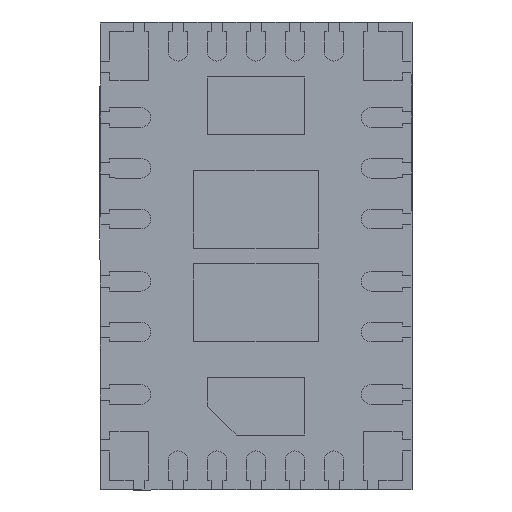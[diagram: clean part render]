
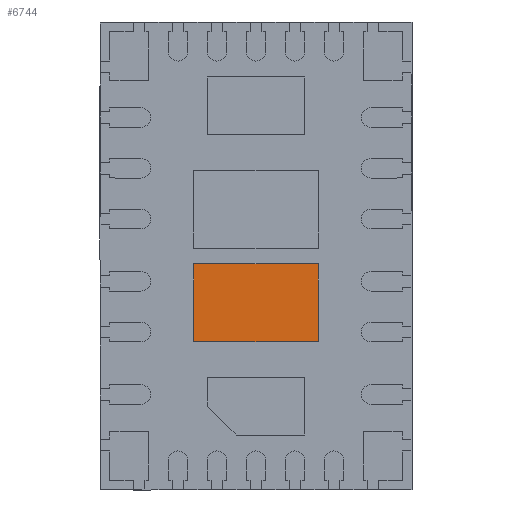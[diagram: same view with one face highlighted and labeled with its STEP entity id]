
A CAD part, front view. The second image highlights one B-rep face of the part: STEP entity #6744.
In plain terms, the highlighted planar face has unit normal (0, -1, 0).
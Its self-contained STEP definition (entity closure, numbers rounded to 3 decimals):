
#675 = VECTOR ( 'NONE', #6167, 1000. ) ;
#1159 = EDGE_CURVE ( 'NONE', #11636, #3129, #13594, .T. ) ;
#1900 = CARTESIAN_POINT ( 'NONE',  ( 0.8, 0., -1.1 ) ) ;
#2340 = LINE ( 'NONE', #11274, #2704 ) ;
#2436 = LINE ( 'NONE', #12766, #675 ) ;
#2704 = VECTOR ( 'NONE', #10229, 1000. ) ;
#3087 = DIRECTION ( 'NONE',  ( 0., 0., -1. ) ) ;
#3103 = CARTESIAN_POINT ( 'NONE',  ( -0.8, 0., -1.1 ) ) ;
#3129 = VERTEX_POINT ( 'NONE', #14863 ) ;
#3176 = FACE_OUTER_BOUND ( 'NONE', #4184, .T. ) ;
#3720 = ORIENTED_EDGE ( 'NONE', *, *, #6270, .F. ) ;
#3734 = EDGE_CURVE ( 'NONE', #13494, #10185, #2436, .T. ) ;
#4184 = EDGE_LOOP ( 'NONE', ( #3720, #11670, #13200, #12657 ) ) ;
#4303 = PLANE ( 'NONE',  #16983 ) ;
#6167 = DIRECTION ( 'NONE',  ( 1., 0., 0. ) ) ;
#6270 = EDGE_CURVE ( 'NONE', #10185, #11636, #14600, .T. ) ;
#6744 = ADVANCED_FACE ( 'NONE', ( #3176 ), #4303, .T. ) ;
#8110 = DIRECTION ( 'NONE',  ( 0., 0., -1. ) ) ;
#8413 = DIRECTION ( 'NONE',  ( -1., 0., 0. ) ) ;
#8706 = CARTESIAN_POINT ( 'NONE',  ( -0.8, 0., -0.1 ) ) ;
#10185 = VERTEX_POINT ( 'NONE', #14654 ) ;
#10229 = DIRECTION ( 'NONE',  ( 0., 0., 1. ) ) ;
#10246 = VECTOR ( 'NONE', #8413, 1000. ) ;
#10439 = VECTOR ( 'NONE', #8110, 1000. ) ;
#11274 = CARTESIAN_POINT ( 'NONE',  ( -0.8, 0., -0.1 ) ) ;
#11636 = VERTEX_POINT ( 'NONE', #1900 ) ;
#11670 = ORIENTED_EDGE ( 'NONE', *, *, #3734, .F. ) ;
#12657 = ORIENTED_EDGE ( 'NONE', *, *, #1159, .F. ) ;
#12766 = CARTESIAN_POINT ( 'NONE',  ( -0.8, 0., -0.1 ) ) ;
#13200 = ORIENTED_EDGE ( 'NONE', *, *, #13920, .F. ) ;
#13494 = VERTEX_POINT ( 'NONE', #8706 ) ;
#13594 = LINE ( 'NONE', #3103, #10246 ) ;
#13756 = CARTESIAN_POINT ( 'NONE',  ( 0., 0., 0. ) ) ;
#13835 = DIRECTION ( 'NONE',  ( 0., -1., 0. ) ) ;
#13920 = EDGE_CURVE ( 'NONE', #3129, #13494, #2340, .T. ) ;
#14600 = LINE ( 'NONE', #15710, #10439 ) ;
#14654 = CARTESIAN_POINT ( 'NONE',  ( 0.8, 0., -0.1 ) ) ;
#14863 = CARTESIAN_POINT ( 'NONE',  ( -0.8, 0., -1.1 ) ) ;
#15710 = CARTESIAN_POINT ( 'NONE',  ( 0.8, 0., -0.1 ) ) ;
#16983 = AXIS2_PLACEMENT_3D ( 'NONE', #13756, #13835, #3087 ) ;
